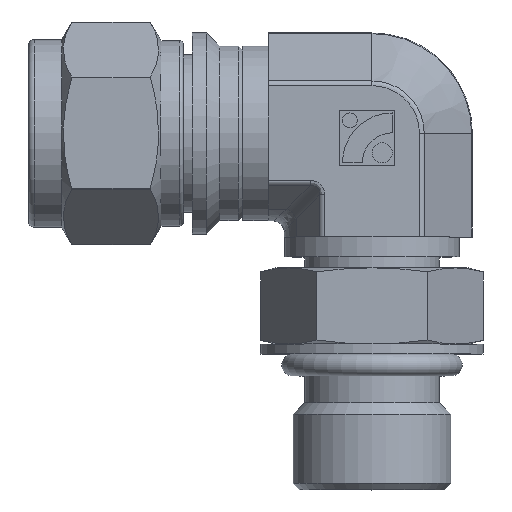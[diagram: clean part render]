
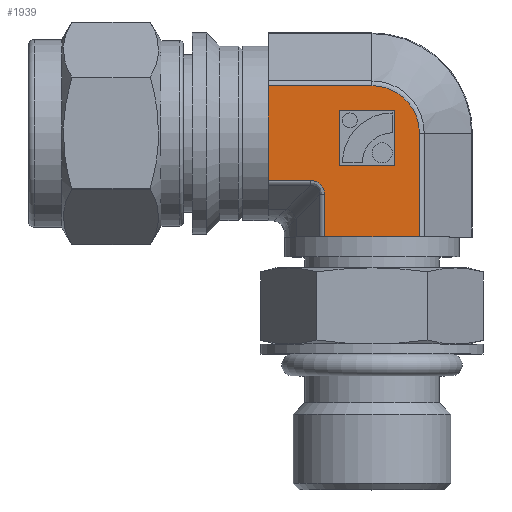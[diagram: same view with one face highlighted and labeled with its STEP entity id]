
A CAD part, top view. The second image highlights one B-rep face of the part: STEP entity #1939.
In plain terms, the highlighted planar face has unit normal (0, 0, 1).
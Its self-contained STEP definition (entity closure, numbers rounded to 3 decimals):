
#59=FACE_BOUND('',#611,.T.);
#103=ELLIPSE('',#2133,1.936,1.5);
#177=LINE('',#3022,#292);
#180=LINE('',#3027,#295);
#182=LINE('',#3031,#297);
#184=LINE('',#3034,#299);
#208=LINE('',#3184,#323);
#209=LINE('',#3189,#324);
#210=LINE('',#3221,#325);
#212=LINE('',#3229,#327);
#213=LINE('',#3232,#328);
#214=LINE('',#3233,#329);
#292=VECTOR('',#2402,10.);
#295=VECTOR('',#2407,10.);
#297=VECTOR('',#2411,10.);
#299=VECTOR('',#2415,10.);
#323=VECTOR('',#2537,10.);
#324=VECTOR('',#2542,10.);
#325=VECTOR('',#2551,10.);
#327=VECTOR('',#2559,10.);
#328=VECTOR('',#2562,10.);
#329=VECTOR('',#2563,10.);
#397=PLANE('',#2138);
#476=FACE_OUTER_BOUND('',#610,.T.);
#610=EDGE_LOOP('',(#1467,#1468,#1469,#1470,#1471,#1472,#1473,#1474));
#611=EDGE_LOOP('',(#1475,#1476,#1477,#1478));
#745=CIRCLE('',#2139,4.296);
#863=VERTEX_POINT('',#3020);
#864=VERTEX_POINT('',#3021);
#865=VERTEX_POINT('',#3026);
#866=VERTEX_POINT('',#3030);
#887=VERTEX_POINT('',#3180);
#888=VERTEX_POINT('',#3182);
#889=VERTEX_POINT('',#3186);
#890=VERTEX_POINT('',#3188);
#892=VERTEX_POINT('',#3220);
#894=VERTEX_POINT('',#3227);
#895=VERTEX_POINT('',#3228);
#896=VERTEX_POINT('',#3230);
#1039=EDGE_CURVE('',#863,#864,#177,.T.);
#1042=EDGE_CURVE('',#864,#865,#180,.T.);
#1044=EDGE_CURVE('',#865,#866,#182,.T.);
#1046=EDGE_CURVE('',#866,#863,#184,.T.);
#1094=EDGE_CURVE('',#888,#887,#208,.T.);
#1096=EDGE_CURVE('',#889,#890,#209,.T.);
#1098=EDGE_CURVE('',#890,#888,#103,.T.);
#1100=EDGE_CURVE('',#887,#892,#210,.T.);
#1104=EDGE_CURVE('',#894,#895,#212,.T.);
#1105=EDGE_CURVE('',#896,#894,#745,.T.);
#1106=EDGE_CURVE('',#892,#896,#213,.T.);
#1107=EDGE_CURVE('',#895,#889,#214,.T.);
#1467=ORIENTED_EDGE('',*,*,#1104,.F.);
#1468=ORIENTED_EDGE('',*,*,#1105,.F.);
#1469=ORIENTED_EDGE('',*,*,#1106,.F.);
#1470=ORIENTED_EDGE('',*,*,#1100,.F.);
#1471=ORIENTED_EDGE('',*,*,#1094,.F.);
#1472=ORIENTED_EDGE('',*,*,#1098,.F.);
#1473=ORIENTED_EDGE('',*,*,#1096,.F.);
#1474=ORIENTED_EDGE('',*,*,#1107,.F.);
#1475=ORIENTED_EDGE('',*,*,#1046,.T.);
#1476=ORIENTED_EDGE('',*,*,#1039,.T.);
#1477=ORIENTED_EDGE('',*,*,#1042,.T.);
#1478=ORIENTED_EDGE('',*,*,#1044,.T.);
#1939=ADVANCED_FACE('',(#476,#59),#397,.T.);
#2133=AXIS2_PLACEMENT_3D('',#3216,#2545,#2546);
#2138=AXIS2_PLACEMENT_3D('',#3226,#2557,#2558);
#2139=AXIS2_PLACEMENT_3D('',#3231,#2560,#2561);
#2402=DIRECTION('',(-1.,0.,0.));
#2407=DIRECTION('',(0.,1.,0.));
#2411=DIRECTION('',(1.,0.,0.));
#2415=DIRECTION('',(0.,-1.,0.));
#2537=DIRECTION('',(-1.,0.,0.));
#2542=DIRECTION('',(0.,1.,0.));
#2545=DIRECTION('center_axis',(0.,0.,1.));
#2546=DIRECTION('ref_axis',(0.707,0.707,0.));
#2551=DIRECTION('',(0.,1.,0.));
#2557=DIRECTION('center_axis',(0.,0.,1.));
#2558=DIRECTION('ref_axis',(0.,-1.,0.));
#2559=DIRECTION('',(0.,-1.,0.));
#2560=DIRECTION('center_axis',(0.,0.,-1.));
#2561=DIRECTION('ref_axis',(0.707,0.707,0.));
#2562=DIRECTION('',(1.,0.,0.));
#2563=DIRECTION('',(-1.,0.,0.));
#3020=CARTESIAN_POINT('',(11.48,-2.92,7.941));
#3021=CARTESIAN_POINT('',(6.48,-2.92,7.941));
#3022=CARTESIAN_POINT('',(5.74,-2.92,7.941));
#3026=CARTESIAN_POINT('',(6.48,2.08,7.941));
#3027=CARTESIAN_POINT('',(6.48,-1.46,7.941));
#3030=CARTESIAN_POINT('',(11.48,2.08,7.941));
#3031=CARTESIAN_POINT('',(3.24,2.08,7.941));
#3034=CARTESIAN_POINT('',(11.48,1.04,7.941));
#3180=CARTESIAN_POINT('',(0.,-4.296,7.941));
#3182=CARTESIAN_POINT('',(3.805,-4.296,7.941));
#3184=CARTESIAN_POINT('',(0.,-4.296,7.941));
#3186=CARTESIAN_POINT('',(5.104,-9.4,7.941));
#3188=CARTESIAN_POINT('',(5.104,-5.595,7.941));
#3189=CARTESIAN_POINT('',(5.104,0.,7.941));
#3216=CARTESIAN_POINT('Origin',(3.372,-6.028,7.941));
#3220=CARTESIAN_POINT('',(0.,4.296,7.941));
#3221=CARTESIAN_POINT('',(0.,-4.585,7.941));
#3226=CARTESIAN_POINT('Origin',(0.,0.,7.941));
#3227=CARTESIAN_POINT('',(13.696,0.,7.941));
#3228=CARTESIAN_POINT('',(13.696,-9.4,7.941));
#3229=CARTESIAN_POINT('',(13.696,0.,7.941));
#3230=CARTESIAN_POINT('',(9.4,4.296,7.941));
#3231=CARTESIAN_POINT('Origin',(9.4,0.,7.941));
#3232=CARTESIAN_POINT('',(0.,4.296,7.941));
#3233=CARTESIAN_POINT('',(4.815,-9.4,7.941));
